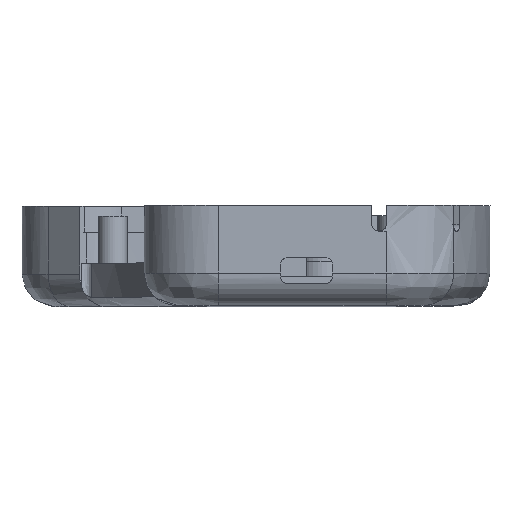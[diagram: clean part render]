
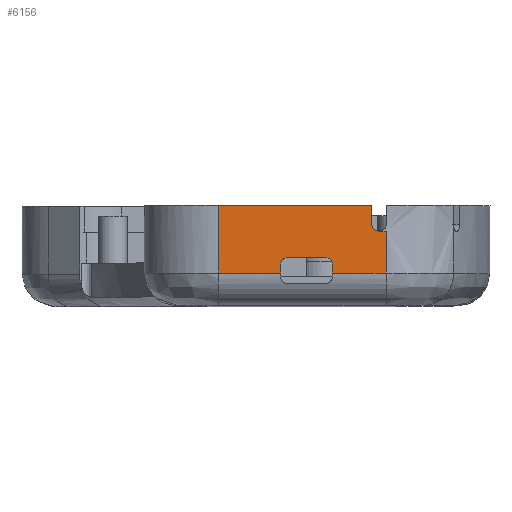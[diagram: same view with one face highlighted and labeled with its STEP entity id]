
A CAD part, top view. The second image highlights one B-rep face of the part: STEP entity #6156.
In plain terms, the highlighted planar face has unit normal (0, 0, 1).
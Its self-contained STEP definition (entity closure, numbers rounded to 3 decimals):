
#386=PLANE('',#6524);
#557=FACE_OUTER_BOUND('',#908,.T.);
#908=EDGE_LOOP('',(#4162,#4163,#4164,#4165,#4166,#4167,#4168,#4169,#4170,
#4171,#4172,#4173,#4174,#4175));
#1267=LINE('',#8549,#1778);
#1270=LINE('',#8575,#1781);
#1288=LINE('',#8949,#1799);
#1289=LINE('',#8951,#1800);
#1290=LINE('',#8953,#1801);
#1291=LINE('',#8955,#1802);
#1292=LINE('',#8957,#1803);
#1293=LINE('',#8961,#1804);
#1294=LINE('',#8965,#1805);
#1295=LINE('',#8967,#1806);
#1296=LINE('',#8968,#1807);
#1778=VECTOR('',#7029,10.);
#1781=VECTOR('',#7038,10.);
#1799=VECTOR('',#7068,10.);
#1800=VECTOR('',#7069,10.);
#1801=VECTOR('',#7070,10.);
#1802=VECTOR('',#7071,10.);
#1803=VECTOR('',#7072,10.);
#1804=VECTOR('',#7075,10.);
#1805=VECTOR('',#7078,10.);
#1806=VECTOR('',#7079,10.);
#1807=VECTOR('',#7080,10.);
#2286=CIRCLE('',#6514,1.);
#2288=CIRCLE('',#6525,1.);
#2289=CIRCLE('',#6526,1.);
#2489=VERTEX_POINT('',#8539);
#2490=VERTEX_POINT('',#8541);
#2492=VERTEX_POINT('',#8547);
#2493=VERTEX_POINT('',#8551);
#2532=VERTEX_POINT('',#8948);
#2533=VERTEX_POINT('',#8950);
#2534=VERTEX_POINT('',#8952);
#2535=VERTEX_POINT('',#8954);
#2536=VERTEX_POINT('',#8956);
#2537=VERTEX_POINT('',#8958);
#2538=VERTEX_POINT('',#8960);
#2539=VERTEX_POINT('',#8962);
#2540=VERTEX_POINT('',#8964);
#2541=VERTEX_POINT('',#8966);
#3127=EDGE_CURVE('',#2489,#2490,#2286,.T.);
#3131=EDGE_CURVE('',#2489,#2492,#1267,.T.);
#3136=EDGE_CURVE('',#2493,#2490,#1270,.T.);
#3178=EDGE_CURVE('',#2532,#2493,#1288,.T.);
#3179=EDGE_CURVE('',#2533,#2492,#1289,.T.);
#3180=EDGE_CURVE('',#2534,#2533,#1290,.T.);
#3181=EDGE_CURVE('',#2535,#2534,#1291,.T.);
#3182=EDGE_CURVE('',#2535,#2536,#1292,.T.);
#3183=EDGE_CURVE('',#2537,#2536,#2288,.T.);
#3184=EDGE_CURVE('',#2537,#2538,#1293,.T.);
#3185=EDGE_CURVE('',#2539,#2538,#2289,.T.);
#3186=EDGE_CURVE('',#2539,#2540,#1294,.T.);
#3187=EDGE_CURVE('',#2541,#2540,#1295,.T.);
#3188=EDGE_CURVE('',#2541,#2532,#1296,.T.);
#4162=ORIENTED_EDGE('',*,*,#3178,.T.);
#4163=ORIENTED_EDGE('',*,*,#3136,.T.);
#4164=ORIENTED_EDGE('',*,*,#3127,.F.);
#4165=ORIENTED_EDGE('',*,*,#3131,.T.);
#4166=ORIENTED_EDGE('',*,*,#3179,.F.);
#4167=ORIENTED_EDGE('',*,*,#3180,.F.);
#4168=ORIENTED_EDGE('',*,*,#3181,.F.);
#4169=ORIENTED_EDGE('',*,*,#3182,.T.);
#4170=ORIENTED_EDGE('',*,*,#3183,.F.);
#4171=ORIENTED_EDGE('',*,*,#3184,.T.);
#4172=ORIENTED_EDGE('',*,*,#3185,.F.);
#4173=ORIENTED_EDGE('',*,*,#3186,.T.);
#4174=ORIENTED_EDGE('',*,*,#3187,.F.);
#4175=ORIENTED_EDGE('',*,*,#3188,.T.);
#6156=ADVANCED_FACE('',(#557),#386,.T.);
#6514=AXIS2_PLACEMENT_3D('',#8542,#7022,#7023);
#6524=AXIS2_PLACEMENT_3D('',#8947,#7066,#7067);
#6525=AXIS2_PLACEMENT_3D('',#8959,#7073,#7074);
#6526=AXIS2_PLACEMENT_3D('',#8963,#7076,#7077);
#7022=DIRECTION('center_axis',(0.,0.,1.));
#7023=DIRECTION('ref_axis',(-0.707,-0.707,0.));
#7029=DIRECTION('',(0.,1.,0.));
#7038=DIRECTION('',(-1.,0.,0.));
#7066=DIRECTION('center_axis',(0.,0.,1.));
#7067=DIRECTION('ref_axis',(1.,0.,0.));
#7068=DIRECTION('',(-1.,0.,0.));
#7069=DIRECTION('',(1.,0.,0.));
#7070=DIRECTION('',(0.,1.,0.));
#7071=DIRECTION('',(-1.,0.,0.));
#7072=DIRECTION('',(0.,1.,0.));
#7073=DIRECTION('center_axis',(0.,0.,1.));
#7074=DIRECTION('ref_axis',(-0.707,0.707,0.));
#7075=DIRECTION('',(1.,0.,0.));
#7076=DIRECTION('center_axis',(0.,0.,1.));
#7077=DIRECTION('ref_axis',(0.707,0.707,0.));
#7078=DIRECTION('',(0.,-1.,0.));
#7079=DIRECTION('',(-1.,0.,0.));
#7080=DIRECTION('',(0.,1.,0.));
#8539=CARTESIAN_POINT('',(19.841,12.5,121.06));
#8541=CARTESIAN_POINT('',(20.841,11.5,121.06));
#8542=CARTESIAN_POINT('Origin',(20.841,12.5,121.06));
#8547=CARTESIAN_POINT('',(19.841,15.5,121.06));
#8549=CARTESIAN_POINT('',(19.841,8.25,121.06));
#8551=CARTESIAN_POINT('',(21.06,11.5,121.06));
#8575=CARTESIAN_POINT('',(8.512,11.5,121.06));
#8947=CARTESIAN_POINT('Origin',(-3.927,1.,121.06));
#8948=CARTESIAN_POINT('',(22.06,11.5,121.06));
#8949=CARTESIAN_POINT('',(8.512,11.5,121.06));
#8950=CARTESIAN_POINT('',(-3.927,15.5,121.06));
#8951=CARTESIAN_POINT('',(-3.927,15.5,121.06));
#8952=CARTESIAN_POINT('',(-3.927,5.,121.06));
#8953=CARTESIAN_POINT('',(-3.927,1.,121.06));
#8954=CARTESIAN_POINT('',(5.716,5.,121.06));
#8955=CARTESIAN_POINT('',(-1.531,5.,121.06));
#8956=CARTESIAN_POINT('',(5.716,6.381,121.06));
#8957=CARTESIAN_POINT('',(5.716,2.19,121.06));
#8958=CARTESIAN_POINT('',(6.716,7.381,121.06));
#8959=CARTESIAN_POINT('Origin',(6.716,6.381,121.06));
#8960=CARTESIAN_POINT('',(12.716,7.381,121.06));
#8961=CARTESIAN_POINT('',(0.894,7.381,121.06));
#8962=CARTESIAN_POINT('',(13.716,6.381,121.06));
#8963=CARTESIAN_POINT('Origin',(12.716,6.381,121.06));
#8964=CARTESIAN_POINT('',(13.716,5.,121.06));
#8965=CARTESIAN_POINT('',(13.716,4.19,121.06));
#8966=CARTESIAN_POINT('',(22.06,5.,121.06));
#8967=CARTESIAN_POINT('',(-1.531,5.,121.06));
#8968=CARTESIAN_POINT('',(22.06,1.,121.06));
